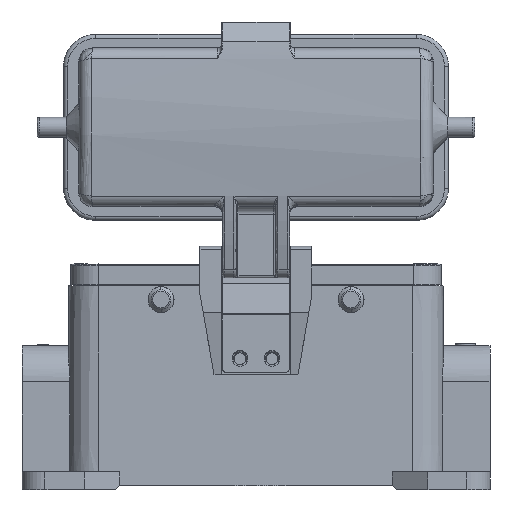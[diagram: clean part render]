
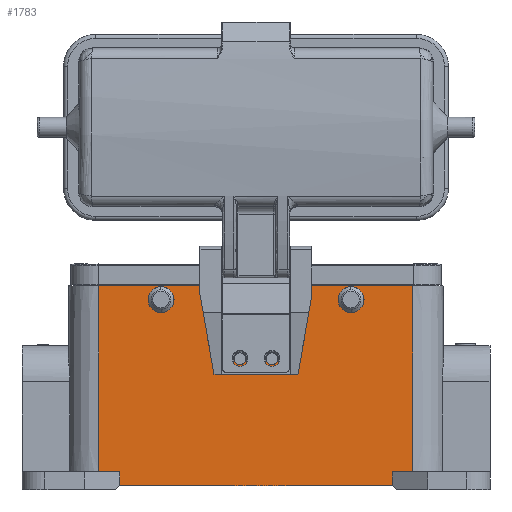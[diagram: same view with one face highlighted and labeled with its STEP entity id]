
A CAD part, front view. The second image highlights one B-rep face of the part: STEP entity #1783.
In plain terms, the highlighted planar face has unit normal (0, -1, 0.009).
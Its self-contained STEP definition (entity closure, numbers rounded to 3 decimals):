
#59=ELLIPSE('',#17169,1.5,1.5);
#60=ELLIPSE('',#17170,1.5,1.5);
#420=FACE_BOUND('',#3702,.T.);
#421=FACE_BOUND('',#3703,.T.);
#422=FACE_BOUND('',#3704,.T.);
#423=FACE_BOUND('',#3705,.T.);
#424=FACE_BOUND('',#3706,.T.);
#425=FACE_BOUND('',#3707,.T.);
#1096=PLANE('',#17171);
#1783=ADVANCED_FACE('',(#420,#421,#422,#423,#424,#425),#1096,.T.);
#3702=EDGE_LOOP('',(#8273));
#3703=EDGE_LOOP('',(#8274));
#3704=EDGE_LOOP('',(#8275));
#3705=EDGE_LOOP('',(#8276));
#3706=EDGE_LOOP('',(#8277));
#3707=EDGE_LOOP('',(#8278,#8279,#8280,#8281,#8282,#8283,#8284,#8285,#8286,
#8287,#8288,#8289));
#4940=CIRCLE('',#17166,1.5);
#4941=CIRCLE('',#17167,1.5);
#4942=CIRCLE('',#17168,1.5);
#8273=ORIENTED_EDGE('',*,*,#12955,.F.);
#8274=ORIENTED_EDGE('',*,*,#12956,.F.);
#8275=ORIENTED_EDGE('',*,*,#12957,.F.);
#8276=ORIENTED_EDGE('',*,*,#12958,.T.);
#8277=ORIENTED_EDGE('',*,*,#12959,.T.);
#8278=ORIENTED_EDGE('',*,*,#12952,.T.);
#8279=ORIENTED_EDGE('',*,*,#12935,.T.);
#8280=ORIENTED_EDGE('',*,*,#12753,.F.);
#8281=ORIENTED_EDGE('',*,*,#12745,.T.);
#8282=ORIENTED_EDGE('',*,*,#12738,.F.);
#8283=ORIENTED_EDGE('',*,*,#12960,.T.);
#8284=ORIENTED_EDGE('',*,*,#12700,.F.);
#8285=ORIENTED_EDGE('',*,*,#12688,.T.);
#8286=ORIENTED_EDGE('',*,*,#12680,.T.);
#8287=ORIENTED_EDGE('',*,*,#12664,.T.);
#8288=ORIENTED_EDGE('',*,*,#12663,.F.);
#8289=ORIENTED_EDGE('',*,*,#12954,.F.);
#10723=VERTEX_POINT('',#28122);
#10724=VERTEX_POINT('',#28124);
#10725=VERTEX_POINT('',#28128);
#10738=VERTEX_POINT('',#28171);
#10743=VERTEX_POINT('',#28192);
#10753=VERTEX_POINT('',#28227);
#10774=VERTEX_POINT('',#28296);
#10776=VERTEX_POINT('',#28300);
#10781=VERTEX_POINT('',#28316);
#10788=VERTEX_POINT('',#28332);
#10908=VERTEX_POINT('',#28829);
#10918=VERTEX_POINT('',#28863);
#10919=VERTEX_POINT('',#28869);
#10920=VERTEX_POINT('',#28871);
#10921=VERTEX_POINT('',#28873);
#10922=VERTEX_POINT('',#28875);
#10923=VERTEX_POINT('',#28877);
#12663=EDGE_CURVE('',#10724,#10723,#14419,.T.);
#12664=EDGE_CURVE('',#10725,#10723,#14420,.T.);
#12680=EDGE_CURVE('',#10738,#10725,#14432,.T.);
#12688=EDGE_CURVE('',#10743,#10738,#14437,.T.);
#12700=EDGE_CURVE('',#10743,#10753,#14444,.T.);
#12738=EDGE_CURVE('',#10776,#10774,#14473,.T.);
#12745=EDGE_CURVE('',#10781,#10774,#14476,.T.);
#12753=EDGE_CURVE('',#10781,#10788,#14483,.T.);
#12935=EDGE_CURVE('',#10908,#10788,#14617,.T.);
#12952=EDGE_CURVE('',#10918,#10908,#14630,.T.);
#12954=EDGE_CURVE('',#10918,#10724,#14632,.T.);
#12955=EDGE_CURVE('',#10919,#10919,#4940,.T.);
#12956=EDGE_CURVE('',#10920,#10920,#4941,.T.);
#12957=EDGE_CURVE('',#10921,#10921,#4942,.T.);
#12958=EDGE_CURVE('',#10922,#10922,#59,.T.);
#12959=EDGE_CURVE('',#10923,#10923,#60,.T.);
#12960=EDGE_CURVE('',#10776,#10753,#14633,.T.);
#14419=LINE('',#28125,#15622);
#14420=LINE('',#28127,#15623);
#14432=LINE('',#28170,#15635);
#14437=LINE('',#28191,#15640);
#14444=LINE('',#28226,#15647);
#14473=LINE('',#28301,#15676);
#14476=LINE('',#28315,#15679);
#14483=LINE('',#28331,#15686);
#14617=LINE('',#28828,#15820);
#14630=LINE('',#28862,#15833);
#14632=LINE('',#28866,#15835);
#14633=LINE('',#28878,#15836);
#15622=VECTOR('',#20182,1.);
#15623=VECTOR('',#20185,1.);
#15635=VECTOR('',#20209,1.);
#15640=VECTOR('',#20220,1.);
#15647=VECTOR('',#20239,1.);
#15676=VECTOR('',#20312,1.);
#15679=VECTOR('',#20329,1.);
#15686=VECTOR('',#20340,1.);
#15820=VECTOR('',#20624,1.);
#15833=VECTOR('',#20659,1.);
#15835=VECTOR('',#20663,1.);
#15836=VECTOR('',#20676,1.);
#17166=AXIS2_PLACEMENT_3D('',#28868,#20666,#20667);
#17167=AXIS2_PLACEMENT_3D('',#28870,#20668,#20669);
#17168=AXIS2_PLACEMENT_3D('',#28872,#20670,#20671);
#17169=AXIS2_PLACEMENT_3D('',#28874,#20672,#20673);
#17170=AXIS2_PLACEMENT_3D('',#28876,#20674,#20675);
#17171=AXIS2_PLACEMENT_3D('',#28879,#20677,#20678);
#20182=DIRECTION('',(1.,0.,0.));
#20185=DIRECTION('',(0.,-0.009,-1.));
#20209=DIRECTION('',(-1.,0.,0.));
#20220=DIRECTION('',(0.,0.009,1.));
#20239=DIRECTION('',(-1.,0.,0.));
#20312=DIRECTION('',(-1.,0.,0.));
#20329=DIRECTION('',(0.,-0.009,-1.));
#20340=DIRECTION('',(-1.,0.,0.));
#20624=DIRECTION('',(0.,-0.009,-1.));
#20659=DIRECTION('',(-1.,0.,0.));
#20663=DIRECTION('',(0.,-0.009,-1.));
#20666=DIRECTION('',(0.,-1.,0.009));
#20667=DIRECTION('',(1.,0.,0.));
#20668=DIRECTION('',(0.,-1.,0.009));
#20669=DIRECTION('',(1.,0.,0.));
#20670=DIRECTION('',(0.,-1.,0.009));
#20671=DIRECTION('',(1.,0.,0.));
#20672=DIRECTION('',(0.,1.,-0.009));
#20673=DIRECTION('',(0.,0.009,1.));
#20674=DIRECTION('',(0.,1.,-0.009));
#20675=DIRECTION('',(0.,0.009,1.));
#20676=DIRECTION('',(0.,0.009,1.));
#20677=DIRECTION('',(0.,-1.,0.009));
#20678=DIRECTION('',(-1.,0.,0.));
#28122=CARTESIAN_POINT('',(1.6,-21.526,21.5));
#28124=CARTESIAN_POINT('',(-1.6,-21.526,21.5));
#28125=CARTESIAN_POINT('',(-1.6,-21.526,21.5));
#28127=CARTESIAN_POINT('',(1.6,-21.5,24.5));
#28128=CARTESIAN_POINT('',(1.6,-21.5,24.5));
#28170=CARTESIAN_POINT('',(39.25,-21.5,24.5));
#28171=CARTESIAN_POINT('',(39.25,-21.5,24.5));
#28191=CARTESIAN_POINT('',(39.25,-21.906,-22.));
#28192=CARTESIAN_POINT('',(39.25,-21.906,-22.));
#28226=CARTESIAN_POINT('',(39.25,-21.906,-22.));
#28227=CARTESIAN_POINT('',(34.,-21.906,-22.));
#28296=CARTESIAN_POINT('',(-34.,-21.936,-25.5));
#28300=CARTESIAN_POINT('',(34.,-21.936,-25.5));
#28301=CARTESIAN_POINT('',(34.,-21.936,-25.5));
#28315=CARTESIAN_POINT('',(-34.,-21.906,-22.));
#28316=CARTESIAN_POINT('',(-34.,-21.906,-22.));
#28331=CARTESIAN_POINT('',(-34.,-21.906,-22.));
#28332=CARTESIAN_POINT('',(-39.25,-21.906,-22.));
#28828=CARTESIAN_POINT('',(-39.25,-21.5,24.5));
#28829=CARTESIAN_POINT('',(-39.25,-21.5,24.5));
#28862=CARTESIAN_POINT('',(-1.6,-21.5,24.5));
#28863=CARTESIAN_POINT('',(-1.6,-21.5,24.5));
#28866=CARTESIAN_POINT('',(-1.6,-21.5,24.5));
#28868=CARTESIAN_POINT('',(4.,-21.66,6.212));
#28869=CARTESIAN_POINT('',(5.5,-21.66,6.212));
#28870=CARTESIAN_POINT('',(0.,-21.542,19.712));
#28871=CARTESIAN_POINT('',(1.5,-21.542,19.712));
#28872=CARTESIAN_POINT('',(-4.,-21.66,6.212));
#28873=CARTESIAN_POINT('',(-2.5,-21.66,6.212));
#28874=CARTESIAN_POINT('',(23.75,-21.531,21.));
#28875=CARTESIAN_POINT('',(23.75,-21.517,22.5));
#28876=CARTESIAN_POINT('',(-23.75,-21.531,21.));
#28877=CARTESIAN_POINT('',(-23.75,-21.517,22.5));
#28878=CARTESIAN_POINT('',(34.,-21.936,-25.5));
#28879=CARTESIAN_POINT('',(-41.628,-21.5,24.5));
